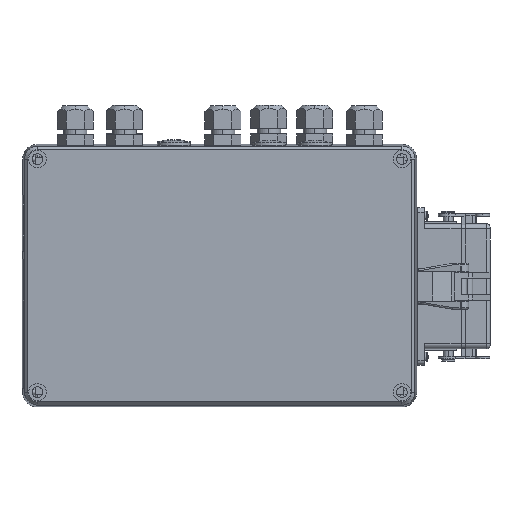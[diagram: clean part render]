
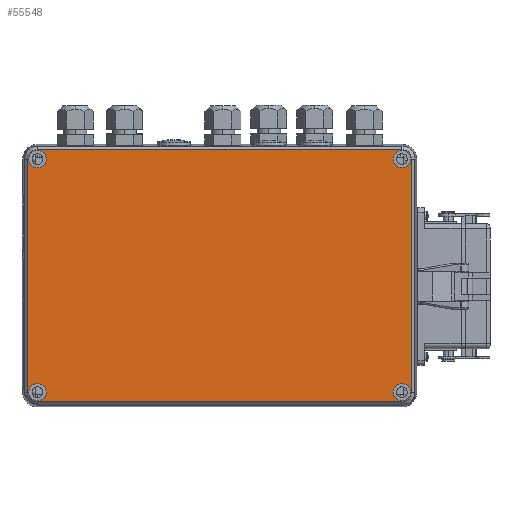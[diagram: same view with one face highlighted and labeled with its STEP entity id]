
A CAD part, front view. The second image highlights one B-rep face of the part: STEP entity #55548.
In plain terms, the highlighted planar face has unit normal (0, -1, 0).
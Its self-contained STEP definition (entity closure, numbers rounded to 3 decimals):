
#162 = ORIENTED_EDGE ( 'NONE', *, *, #25169, .F. ) ;
#567 = VERTEX_POINT ( 'NONE', #31208 ) ;
#1133 = DIRECTION ( 'NONE',  ( 0., 1., 0. ) ) ;
#1882 = CARTESIAN_POINT ( 'NONE',  ( 116.795, -101., 71. ) ) ;
#2022 = CARTESIAN_POINT ( 'NONE',  ( 111., -101., 71. ) ) ;
#2476 = EDGE_LOOP ( 'NONE', ( #162, #23459 ) ) ;
#3205 = EDGE_CURVE ( 'NONE', #74330, #65368, #28742, .T. ) ;
#3273 = EDGE_LOOP ( 'NONE', ( #17100, #65750 ) ) ;
#4378 = CIRCLE ( 'NONE', #39451, 5.3 ) ;
#4600 = CARTESIAN_POINT ( 'NONE',  ( 111., -101., -76.794 ) ) ;
#5666 = EDGE_LOOP ( 'NONE', ( #68689, #42057 ) ) ;
#5771 = CIRCLE ( 'NONE', #46640, 5.3 ) ;
#5833 = VERTEX_POINT ( 'NONE', #80637 ) ;
#6118 = ORIENTED_EDGE ( 'NONE', *, *, #51170, .F. ) ;
#6650 = DIRECTION ( 'NONE',  ( 1., 0., 0. ) ) ;
#7159 = ORIENTED_EDGE ( 'NONE', *, *, #43008, .F. ) ;
#8205 = CARTESIAN_POINT ( 'NONE',  ( -111., -101., -71. ) ) ;
#8351 = AXIS2_PLACEMENT_3D ( 'NONE', #59540, #18515, #66407 ) ;
#8470 = ORIENTED_EDGE ( 'NONE', *, *, #82665, .F. ) ;
#8937 = DIRECTION ( 'NONE',  ( 0., 0., 1. ) ) ;
#9747 = EDGE_CURVE ( 'NONE', #79496, #11670, #5771, .T. ) ;
#11670 = VERTEX_POINT ( 'NONE', #72791 ) ;
#13747 = EDGE_LOOP ( 'NONE', ( #81048, #46136 ) ) ;
#14493 = CARTESIAN_POINT ( 'NONE',  ( -111., -101., 71. ) ) ;
#15093 = DIRECTION ( 'NONE',  ( 0., 0., 1. ) ) ;
#15637 = CIRCLE ( 'NONE', #63875, 5.794 ) ;
#16996 = CARTESIAN_POINT ( 'NONE',  ( 111., -101., -71. ) ) ;
#17033 = CARTESIAN_POINT ( 'NONE',  ( -111., -101., -71. ) ) ;
#17100 = ORIENTED_EDGE ( 'NONE', *, *, #3205, .F. ) ;
#17184 = FACE_BOUND ( 'NONE', #2476, .T. ) ;
#17922 = PLANE ( 'NONE',  #8351 ) ;
#18515 = DIRECTION ( 'NONE',  ( 0., 1., 0. ) ) ;
#18853 = AXIS2_PLACEMENT_3D ( 'NONE', #72503, #31490, #79356 ) ;
#19376 = FACE_BOUND ( 'NONE', #5666, .T. ) ;
#19462 = ORIENTED_EDGE ( 'NONE', *, *, #24352, .F. ) ;
#19477 = VERTEX_POINT ( 'NONE', #35068 ) ;
#20885 = CARTESIAN_POINT ( 'NONE',  ( 111., -101., -65.7 ) ) ;
#21386 = DIRECTION ( 'NONE',  ( 0., 0., 1. ) ) ;
#22616 = DIRECTION ( 'NONE',  ( 0., -1., 0. ) ) ;
#23293 = CIRCLE ( 'NONE', #18853, 5.794 ) ;
#23459 = ORIENTED_EDGE ( 'NONE', *, *, #51495, .F. ) ;
#23910 = DIRECTION ( 'NONE',  ( 0., 0., 1. ) ) ;
#24067 = VERTEX_POINT ( 'NONE', #4600 ) ;
#24352 = EDGE_CURVE ( 'NONE', #24067, #29688, #85675, .T. ) ;
#25169 = EDGE_CURVE ( 'NONE', #63254, #42612, #64594, .T. ) ;
#25868 = CARTESIAN_POINT ( 'NONE',  ( -111., -101., 71. ) ) ;
#26446 = DIRECTION ( 'NONE',  ( 0., -1., 0. ) ) ;
#27904 = CIRCLE ( 'NONE', #67020, 5.3 ) ;
#28742 = CIRCLE ( 'NONE', #70788, 5.3 ) ;
#29688 = VERTEX_POINT ( 'NONE', #47604 ) ;
#29711 = DIRECTION ( 'NONE',  ( 0., -1., 0. ) ) ;
#29903 = AXIS2_PLACEMENT_3D ( 'NONE', #8205, #56130, #15093 ) ;
#31208 = CARTESIAN_POINT ( 'NONE',  ( 111., -101., 65.7 ) ) ;
#31490 = DIRECTION ( 'NONE',  ( 0., 1., 0. ) ) ;
#31654 = DIRECTION ( 'NONE',  ( 0., -1., 0. ) ) ;
#31970 = CARTESIAN_POINT ( 'NONE',  ( 116.795, -101., 71. ) ) ;
#32777 = DIRECTION ( 'NONE',  ( 0., 0., 1. ) ) ;
#33316 = FACE_OUTER_BOUND ( 'NONE', #40878, .T. ) ;
#33523 = VERTEX_POINT ( 'NONE', #69240 ) ;
#34937 = CARTESIAN_POINT ( 'NONE',  ( -111., -101., 76.3 ) ) ;
#35068 = CARTESIAN_POINT ( 'NONE',  ( 116.795, -101., -71. ) ) ;
#36090 = AXIS2_PLACEMENT_3D ( 'NONE', #70745, #29711, #77659 ) ;
#36268 = CIRCLE ( 'NONE', #48788, 5.794 ) ;
#37209 = CARTESIAN_POINT ( 'NONE',  ( -111., -101., -76.794 ) ) ;
#37362 = AXIS2_PLACEMENT_3D ( 'NONE', #25868, #73762, #32777 ) ;
#38154 = CARTESIAN_POINT ( 'NONE',  ( 111., -101., -71. ) ) ;
#38944 = CIRCLE ( 'NONE', #29903, 5.3 ) ;
#39451 = AXIS2_PLACEMENT_3D ( 'NONE', #67411, #26446, #74334 ) ;
#39949 = DIRECTION ( 'NONE',  ( 0., 0., 1. ) ) ;
#40446 = EDGE_CURVE ( 'NONE', #33523, #61461, #88411, .T. ) ;
#40878 = EDGE_LOOP ( 'NONE', ( #42102, #7159, #83922, #62186, #48472, #6118, #8470, #19462 ) ) ;
#42057 = ORIENTED_EDGE ( 'NONE', *, *, #51245, .F. ) ;
#42102 = ORIENTED_EDGE ( 'NONE', *, *, #42867, .F. ) ;
#42184 = CARTESIAN_POINT ( 'NONE',  ( 111., -101., 71. ) ) ;
#42612 = VERTEX_POINT ( 'NONE', #52358 ) ;
#42867 = EDGE_CURVE ( 'NONE', #19477, #24067, #36268, .T. ) ;
#43008 = EDGE_CURVE ( 'NONE', #73257, #19477, #80206, .T. ) ;
#46136 = ORIENTED_EDGE ( 'NONE', *, *, #87438, .F. ) ;
#46640 = AXIS2_PLACEMENT_3D ( 'NONE', #17033, #84791, #54702 ) ;
#47604 = CARTESIAN_POINT ( 'NONE',  ( -111., -101., -76.794 ) ) ;
#48472 = ORIENTED_EDGE ( 'NONE', *, *, #86876, .F. ) ;
#48647 = EDGE_CURVE ( 'NONE', #75501, #567, #4378, .T. ) ;
#48788 = AXIS2_PLACEMENT_3D ( 'NONE', #16996, #64912, #23910 ) ;
#49080 = DIRECTION ( 'NONE',  ( 0., 0., 1. ) ) ;
#49970 = DIRECTION ( 'NONE',  ( 0., -1., 0. ) ) ;
#51077 = DIRECTION ( 'NONE',  ( 0., 0., 1. ) ) ;
#51170 = EDGE_CURVE ( 'NONE', #85487, #5833, #74442, .T. ) ;
#51245 = EDGE_CURVE ( 'NONE', #11670, #79496, #38944, .T. ) ;
#51450 = FACE_BOUND ( 'NONE', #13747, .T. ) ;
#51495 = EDGE_CURVE ( 'NONE', #42612, #63254, #85083, .T. ) ;
#52358 = CARTESIAN_POINT ( 'NONE',  ( -111., -101., 65.7 ) ) ;
#52982 = EDGE_CURVE ( 'NONE', #61461, #73257, #15637, .T. ) ;
#54098 = VECTOR ( 'NONE', #6650, 1000. ) ;
#54702 = DIRECTION ( 'NONE',  ( 0., 0., 1. ) ) ;
#55548 = ADVANCED_FACE ( 'NONE', ( #19376, #17184, #51450, #69721, #33316 ), #17922, .F. ) ;
#55880 = CIRCLE ( 'NONE', #63945, 5.795 ) ;
#56130 = DIRECTION ( 'NONE',  ( 0., -1., 0. ) ) ;
#56144 = VECTOR ( 'NONE', #39949, 1000. ) ;
#56872 = CARTESIAN_POINT ( 'NONE',  ( -111., -101., -65.7 ) ) ;
#57660 = VECTOR ( 'NONE', #72994, 1000. ) ;
#59540 = CARTESIAN_POINT ( 'NONE',  ( -111., -101., 71. ) ) ;
#60375 = CARTESIAN_POINT ( 'NONE',  ( -116.795, -101., 71. ) ) ;
#61061 = CARTESIAN_POINT ( 'NONE',  ( -116.794, -101., -71. ) ) ;
#61461 = VERTEX_POINT ( 'NONE', #72392 ) ;
#61796 = CARTESIAN_POINT ( 'NONE',  ( -111., -101., 76.794 ) ) ;
#62186 = ORIENTED_EDGE ( 'NONE', *, *, #40446, .F. ) ;
#62412 = DIRECTION ( 'NONE',  ( 0., 1., 0. ) ) ;
#63254 = VERTEX_POINT ( 'NONE', #34937 ) ;
#63631 = CARTESIAN_POINT ( 'NONE',  ( 111., -101., -71. ) ) ;
#63875 = AXIS2_PLACEMENT_3D ( 'NONE', #42184, #1133, #49080 ) ;
#63945 = AXIS2_PLACEMENT_3D ( 'NONE', #14493, #62412, #21386 ) ;
#64594 = CIRCLE ( 'NONE', #36090, 5.3 ) ;
#64912 = DIRECTION ( 'NONE',  ( 0., 1., 0. ) ) ;
#65368 = VERTEX_POINT ( 'NONE', #80973 ) ;
#65750 = ORIENTED_EDGE ( 'NONE', *, *, #82021, .F. ) ;
#66407 = DIRECTION ( 'NONE',  ( 0., 0., 1. ) ) ;
#67020 = AXIS2_PLACEMENT_3D ( 'NONE', #63631, #22616, #70544 ) ;
#67411 = CARTESIAN_POINT ( 'NONE',  ( 111., -101., 71. ) ) ;
#67542 = VECTOR ( 'NONE', #71958, 1000. ) ;
#68689 = ORIENTED_EDGE ( 'NONE', *, *, #9747, .F. ) ;
#69240 = CARTESIAN_POINT ( 'NONE',  ( -111., -101., 76.794 ) ) ;
#69721 = FACE_BOUND ( 'NONE', #3273, .T. ) ;
#70544 = DIRECTION ( 'NONE',  ( 0., 0., 1. ) ) ;
#70745 = CARTESIAN_POINT ( 'NONE',  ( -111., -101., 71. ) ) ;
#70788 = AXIS2_PLACEMENT_3D ( 'NONE', #38154, #31654, #51077 ) ;
#71958 = DIRECTION ( 'NONE',  ( -1., 0., 0. ) ) ;
#72392 = CARTESIAN_POINT ( 'NONE',  ( 111., -101., 76.794 ) ) ;
#72503 = CARTESIAN_POINT ( 'NONE',  ( -111., -101., -71. ) ) ;
#72791 = CARTESIAN_POINT ( 'NONE',  ( -111., -101., -76.3 ) ) ;
#72994 = DIRECTION ( 'NONE',  ( 0., 0., -1. ) ) ;
#73257 = VERTEX_POINT ( 'NONE', #1882 ) ;
#73429 = CARTESIAN_POINT ( 'NONE',  ( 111., -101., 76.3 ) ) ;
#73762 = DIRECTION ( 'NONE',  ( 0., -1., 0. ) ) ;
#74330 = VERTEX_POINT ( 'NONE', #20885 ) ;
#74334 = DIRECTION ( 'NONE',  ( 0., 0., 1. ) ) ;
#74442 = LINE ( 'NONE', #60375, #56144 ) ;
#75501 = VERTEX_POINT ( 'NONE', #73429 ) ;
#77659 = DIRECTION ( 'NONE',  ( 0., 0., 1. ) ) ;
#78270 = CIRCLE ( 'NONE', #83444, 5.3 ) ;
#79356 = DIRECTION ( 'NONE',  ( 0., 0., 1. ) ) ;
#79496 = VERTEX_POINT ( 'NONE', #56872 ) ;
#80206 = LINE ( 'NONE', #31970, #57660 ) ;
#80637 = CARTESIAN_POINT ( 'NONE',  ( -116.795, -101., 71. ) ) ;
#80973 = CARTESIAN_POINT ( 'NONE',  ( 111., -101., -76.3 ) ) ;
#81048 = ORIENTED_EDGE ( 'NONE', *, *, #48647, .F. ) ;
#82021 = EDGE_CURVE ( 'NONE', #65368, #74330, #27904, .T. ) ;
#82665 = EDGE_CURVE ( 'NONE', #29688, #85487, #23293, .T. ) ;
#83444 = AXIS2_PLACEMENT_3D ( 'NONE', #2022, #49970, #8937 ) ;
#83922 = ORIENTED_EDGE ( 'NONE', *, *, #52982, .F. ) ;
#84791 = DIRECTION ( 'NONE',  ( 0., -1., 0. ) ) ;
#85083 = CIRCLE ( 'NONE', #37362, 5.3 ) ;
#85487 = VERTEX_POINT ( 'NONE', #61061 ) ;
#85675 = LINE ( 'NONE', #37209, #67542 ) ;
#86876 = EDGE_CURVE ( 'NONE', #5833, #33523, #55880, .T. ) ;
#87438 = EDGE_CURVE ( 'NONE', #567, #75501, #78270, .T. ) ;
#88411 = LINE ( 'NONE', #61796, #54098 ) ;
